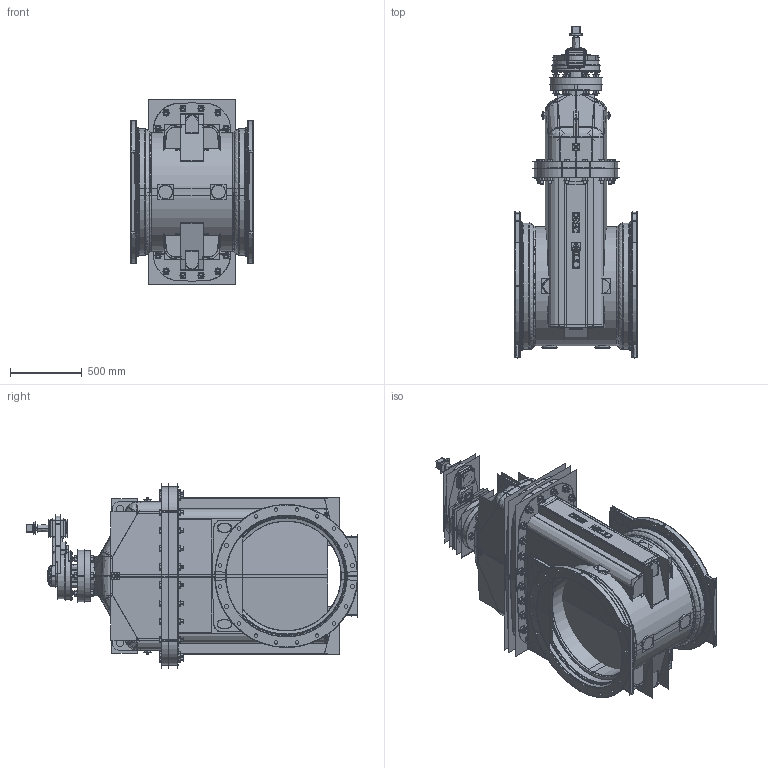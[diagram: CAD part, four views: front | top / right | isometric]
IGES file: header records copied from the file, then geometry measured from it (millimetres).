
Start section:  PTC IGES file: 30 nrs mm spur gear assy website.igs
Global section: file name: 30 nrs mm spur gear assy website.igs; native system: Pro/ENGINEER by Parametric Technology Corporation; preprocessor: 2010280; author: smm2; organization: Unknown; date: 20150622.125041; units: inch
Bounding box: 862.33 x 2316.56 x 1294.38 mm (x, y, z)
Surface area: 34947066 mm2 (no closed solid volume)
Topology: 0 solids, 0 shells, 5124 faces, 74089 edges, 97296 vertices
Faces by surface type: revolution 2842, bspline 2282
